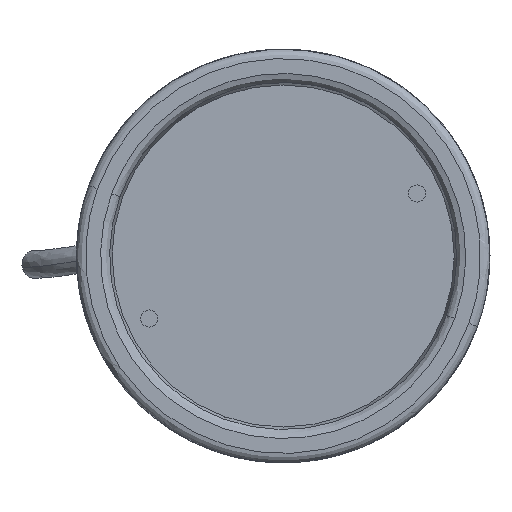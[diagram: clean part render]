
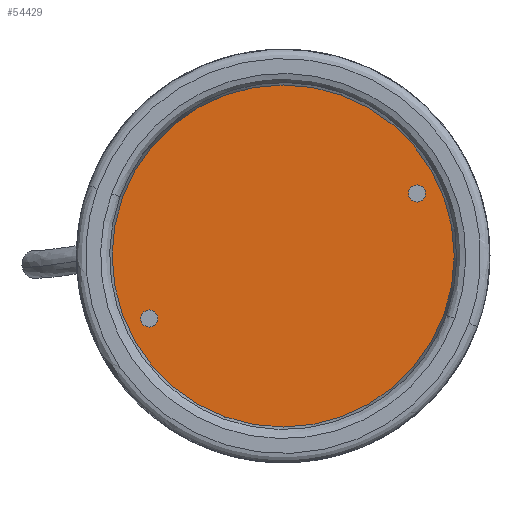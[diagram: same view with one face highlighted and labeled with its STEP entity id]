
A CAD part, front view. The second image highlights one B-rep face of the part: STEP entity #54429.
In plain terms, the highlighted planar face has unit normal (0, -1, 0).
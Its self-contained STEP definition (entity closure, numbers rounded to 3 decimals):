
#143 = VERTEX_POINT ( 'NONE', #23568 ) ;
#518 = AXIS2_PLACEMENT_3D ( 'NONE', #3289, #3587, #21934 ) ;
#1238 = ORIENTED_EDGE ( 'NONE', *, *, #22178, .F. ) ;
#2863 = DIRECTION ( 'NONE',  ( 0., -1., 0. ) ) ;
#3151 = FACE_OUTER_BOUND ( 'NONE', #48259, .T. ) ;
#3289 = CARTESIAN_POINT ( 'NONE',  ( 33.588, 5.2, 33.588 ) ) ;
#3587 = DIRECTION ( 'NONE',  ( 0., -1., 0. ) ) ;
#3889 = DIRECTION ( 'NONE',  ( 0., -1., 0. ) ) ;
#5303 = EDGE_CURVE ( 'NONE', #35172, #26218, #51191, .T. ) ;
#6818 = VERTEX_POINT ( 'NONE', #42298 ) ;
#7811 = CARTESIAN_POINT ( 'NONE',  ( 33.588, 5.2, 33.588 ) ) ;
#7967 = CARTESIAN_POINT ( 'NONE',  ( -110., 5.2, -110. ) ) ;
#9400 = EDGE_CURVE ( 'NONE', #26218, #35172, #22024, .T. ) ;
#12574 = EDGE_LOOP ( 'NONE', ( #24430, #57195 ) ) ;
#12825 = ORIENTED_EDGE ( 'NONE', *, *, #22184, .F. ) ;
#13969 = AXIS2_PLACEMENT_3D ( 'NONE', #7811, #3889, #44563 ) ;
#14303 = CARTESIAN_POINT ( 'NONE',  ( 0., 5.2, 0. ) ) ;
#14883 = DIRECTION ( 'NONE',  ( 0., -1., 0. ) ) ;
#16192 = EDGE_LOOP ( 'NONE', ( #12825, #1238 ) ) ;
#16956 = DIRECTION ( 'NONE',  ( 0., -1., 0. ) ) ;
#18298 = DIRECTION ( 'NONE',  ( 1., 0., 0. ) ) ;
#19373 = CARTESIAN_POINT ( 'NONE',  ( 36.338, 5.2, 33.588 ) ) ;
#20899 = CARTESIAN_POINT ( 'NONE',  ( -36.338, 5.2, -33.588 ) ) ;
#21201 = DIRECTION ( 'NONE',  ( 0., 0., -1. ) ) ;
#21775 = DIRECTION ( 'NONE',  ( 1., 0., 0. ) ) ;
#21810 = VERTEX_POINT ( 'NONE', #19373 ) ;
#21934 = DIRECTION ( 'NONE',  ( 1., 0., 0. ) ) ;
#22024 = CIRCLE ( 'NONE', #41298, 55. ) ;
#22178 = EDGE_CURVE ( 'NONE', #143, #21810, #59208, .T. ) ;
#22184 = EDGE_CURVE ( 'NONE', #21810, #143, #39015, .T. ) ;
#22661 = CARTESIAN_POINT ( 'NONE',  ( 0., 5.2, 55. ) ) ;
#22676 = FACE_BOUND ( 'NONE', #16192, .T. ) ;
#23451 = ORIENTED_EDGE ( 'NONE', *, *, #5303, .T. ) ;
#23568 = CARTESIAN_POINT ( 'NONE',  ( 30.838, 5.2, 33.588 ) ) ;
#24430 = ORIENTED_EDGE ( 'NONE', *, *, #41092, .F. ) ;
#26021 = PLANE ( 'NONE',  #52681 ) ;
#26218 = VERTEX_POINT ( 'NONE', #22661 ) ;
#28089 = AXIS2_PLACEMENT_3D ( 'NONE', #14303, #40846, #55005 ) ;
#28405 = CARTESIAN_POINT ( 'NONE',  ( 0., 5.2, -55. ) ) ;
#33383 = VERTEX_POINT ( 'NONE', #20899 ) ;
#35172 = VERTEX_POINT ( 'NONE', #28405 ) ;
#35511 = AXIS2_PLACEMENT_3D ( 'NONE', #50317, #16956, #21775 ) ;
#39015 = CIRCLE ( 'NONE', #518, 2.75 ) ;
#40846 = DIRECTION ( 'NONE',  ( 0., -1., 0. ) ) ;
#40913 = CARTESIAN_POINT ( 'NONE',  ( -33.588, 5.2, -33.588 ) ) ;
#41092 = EDGE_CURVE ( 'NONE', #6818, #33383, #41536, .T. ) ;
#41298 = AXIS2_PLACEMENT_3D ( 'NONE', #53754, #2863, #21201 ) ;
#41536 = CIRCLE ( 'NONE', #55923, 2.75 ) ;
#42298 = CARTESIAN_POINT ( 'NONE',  ( -30.838, 5.2, -33.588 ) ) ;
#44423 = DIRECTION ( 'NONE',  ( 0., 1., 0. ) ) ;
#44563 = DIRECTION ( 'NONE',  ( 1., 0., 0. ) ) ;
#48259 = EDGE_LOOP ( 'NONE', ( #23451, #58238 ) ) ;
#49515 = FACE_BOUND ( 'NONE', #12574, .T. ) ;
#50317 = CARTESIAN_POINT ( 'NONE',  ( -33.588, 5.2, -33.588 ) ) ;
#51191 = CIRCLE ( 'NONE', #28089, 55. ) ;
#52681 = AXIS2_PLACEMENT_3D ( 'NONE', #7967, #44423, #58871 ) ;
#53754 = CARTESIAN_POINT ( 'NONE',  ( 0., 5.2, 0. ) ) ;
#54429 = ADVANCED_FACE ( 'NONE', ( #22676, #49515, #3151 ), #26021, .F. ) ;
#55005 = DIRECTION ( 'NONE',  ( 0., 0., -1. ) ) ;
#55923 = AXIS2_PLACEMENT_3D ( 'NONE', #40913, #14883, #18298 ) ;
#56679 = CIRCLE ( 'NONE', #35511, 2.75 ) ;
#57195 = ORIENTED_EDGE ( 'NONE', *, *, #57217, .F. ) ;
#57217 = EDGE_CURVE ( 'NONE', #33383, #6818, #56679, .T. ) ;
#58238 = ORIENTED_EDGE ( 'NONE', *, *, #9400, .T. ) ;
#58871 = DIRECTION ( 'NONE',  ( 0., 0., 1. ) ) ;
#59208 = CIRCLE ( 'NONE', #13969, 2.75 ) ;
